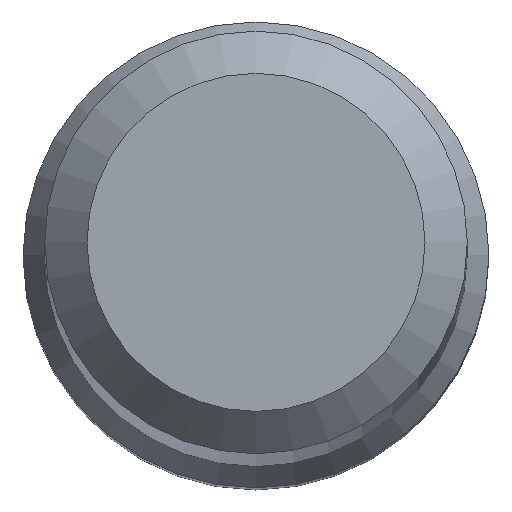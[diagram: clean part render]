
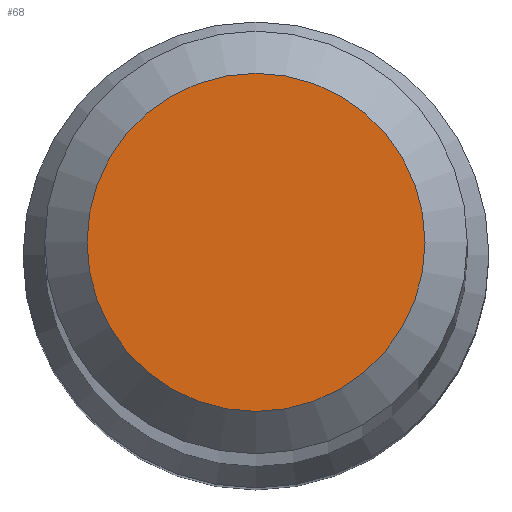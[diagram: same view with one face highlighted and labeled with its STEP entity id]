
A CAD part, top view. The second image highlights one B-rep face of the part: STEP entity #68.
In plain terms, the highlighted planar face has unit normal (0, 0, 1).
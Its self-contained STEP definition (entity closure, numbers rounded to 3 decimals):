
#4 = ORIENTED_EDGE ( 'NONE', *, *, #73, .F. ) ;
#33 = CIRCLE ( 'NONE', #67, 1.6 ) ;
#37 = DIRECTION ( 'NONE',  ( 0., 0., -1. ) ) ;
#43 = DIRECTION ( 'NONE',  ( 0., 0., -1. ) ) ;
#61 = DIRECTION ( 'NONE',  ( 0., 1., 0. ) ) ;
#67 = AXIS2_PLACEMENT_3D ( 'NONE', #137, #37, #226 ) ;
#68 = ADVANCED_FACE ( 'NONE', ( #81 ), #163, .F. ) ;
#73 = EDGE_CURVE ( 'NONE', #91, #91, #33, .T. ) ;
#81 = FACE_OUTER_BOUND ( 'NONE', #175, .T. ) ;
#91 = VERTEX_POINT ( 'NONE', #94 ) ;
#94 = CARTESIAN_POINT ( 'NONE',  ( 0., 1.6, 80. ) ) ;
#137 = CARTESIAN_POINT ( 'NONE',  ( 0., 0., 80. ) ) ;
#150 = AXIS2_PLACEMENT_3D ( 'NONE', #169, #43, #61 ) ;
#163 = PLANE ( 'NONE',  #150 ) ;
#169 = CARTESIAN_POINT ( 'NONE',  ( 0., 0., 80. ) ) ;
#175 = EDGE_LOOP ( 'NONE', ( #4 ) ) ;
#226 = DIRECTION ( 'NONE',  ( 0., 1., 0. ) ) ;
